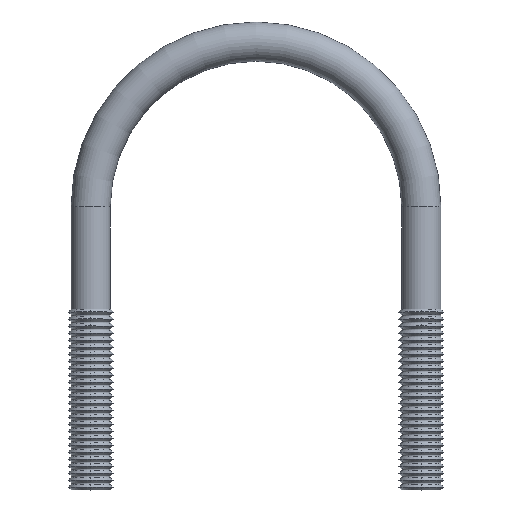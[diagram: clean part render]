
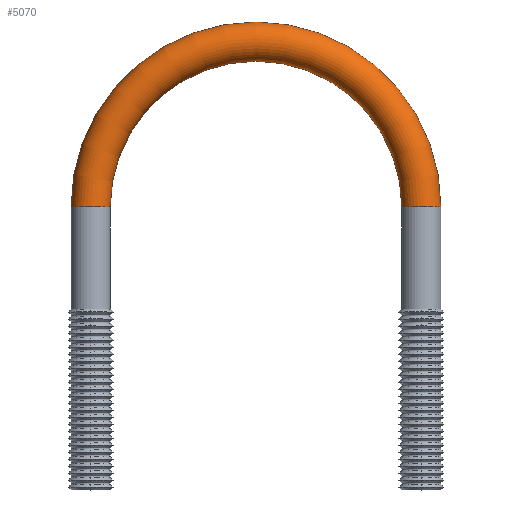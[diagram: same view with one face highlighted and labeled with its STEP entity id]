
A CAD part, top view. The second image highlights one B-rep face of the part: STEP entity #5070.
In plain terms, the highlighted toroidal (fillet/blend) face has major radius 29.5 mm and minor radius 3.5 mm.
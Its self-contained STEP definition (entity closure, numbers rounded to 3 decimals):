
#890 = TOROIDAL_SURFACE ( 'NONE', #4540, 29.5, 3.5 ) ;
#898 = EDGE_LOOP ( 'NONE', ( #2129, #4291, #8448, #9690 ) ) ;
#947 = AXIS2_PLACEMENT_3D ( 'NONE', #8648, #5617, #5589 ) ;
#1372 = VERTEX_POINT ( 'NONE', #4379 ) ;
#1565 = EDGE_CURVE ( 'NONE', #6325, #1372, #2588, .T. ) ;
#2024 = CARTESIAN_POINT ( 'NONE',  ( 33., 50.5, 0. ) ) ;
#2129 = ORIENTED_EDGE ( 'NONE', *, *, #6730, .F. ) ;
#2588 = CIRCLE ( 'NONE', #947, 3.5 ) ;
#2704 = AXIS2_PLACEMENT_3D ( 'NONE', #3499, #4334, #2771 ) ;
#2771 = DIRECTION ( 'NONE',  ( -1., 0., 0. ) ) ;
#2915 = CARTESIAN_POINT ( 'NONE',  ( -29.5, 50.5, 0. ) ) ;
#2952 = FACE_OUTER_BOUND ( 'NONE', #898, .T. ) ;
#2988 = DIRECTION ( 'NONE',  ( 0., 0., 1. ) ) ;
#3360 = VERTEX_POINT ( 'NONE', #7468 ) ;
#3499 = CARTESIAN_POINT ( 'NONE',  ( 0., 50.5, 0. ) ) ;
#3987 = CARTESIAN_POINT ( 'NONE',  ( 0., 50.5, 0. ) ) ;
#4291 = ORIENTED_EDGE ( 'NONE', *, *, #4408, .T. ) ;
#4334 = DIRECTION ( 'NONE',  ( 0., 0., -1. ) ) ;
#4379 = CARTESIAN_POINT ( 'NONE',  ( 26., 50.5, 0. ) ) ;
#4408 = EDGE_CURVE ( 'NONE', #8327, #3360, #5733, .T. ) ;
#4540 = AXIS2_PLACEMENT_3D ( 'NONE', #3987, #7119, #8645 ) ;
#4769 = AXIS2_PLACEMENT_3D ( 'NONE', #2915, #7604, #2988 ) ;
#5026 = CARTESIAN_POINT ( 'NONE',  ( -33., 50.5, 0. ) ) ;
#5070 = ADVANCED_FACE ( 'NONE', ( #2952 ), #890, .T. ) ;
#5589 = DIRECTION ( 'NONE',  ( 0., 0., 1. ) ) ;
#5617 = DIRECTION ( 'NONE',  ( 0., -1., 0. ) ) ;
#5733 = CIRCLE ( 'NONE', #4769, 3.5 ) ;
#6325 = VERTEX_POINT ( 'NONE', #2024 ) ;
#6665 = CIRCLE ( 'NONE', #2704, 26. ) ;
#6730 = EDGE_CURVE ( 'NONE', #8327, #6325, #8695, .T. ) ;
#6939 = DIRECTION ( 'NONE',  ( 0., 0., -1. ) ) ;
#7037 = DIRECTION ( 'NONE',  ( -1., 0., 0. ) ) ;
#7119 = DIRECTION ( 'NONE',  ( 0., 0., -1. ) ) ;
#7468 = CARTESIAN_POINT ( 'NONE',  ( -26., 50.5, 0. ) ) ;
#7604 = DIRECTION ( 'NONE',  ( 0., 1., 0. ) ) ;
#8327 = VERTEX_POINT ( 'NONE', #5026 ) ;
#8448 = ORIENTED_EDGE ( 'NONE', *, *, #9999, .T. ) ;
#8645 = DIRECTION ( 'NONE',  ( -1., 0., 0. ) ) ;
#8648 = CARTESIAN_POINT ( 'NONE',  ( 29.5, 50.5, 0. ) ) ;
#8695 = CIRCLE ( 'NONE', #9802, 33. ) ;
#9265 = CARTESIAN_POINT ( 'NONE',  ( 0., 50.5, 0. ) ) ;
#9690 = ORIENTED_EDGE ( 'NONE', *, *, #1565, .F. ) ;
#9802 = AXIS2_PLACEMENT_3D ( 'NONE', #9265, #6939, #7037 ) ;
#9999 = EDGE_CURVE ( 'NONE', #3360, #1372, #6665, .T. ) ;
